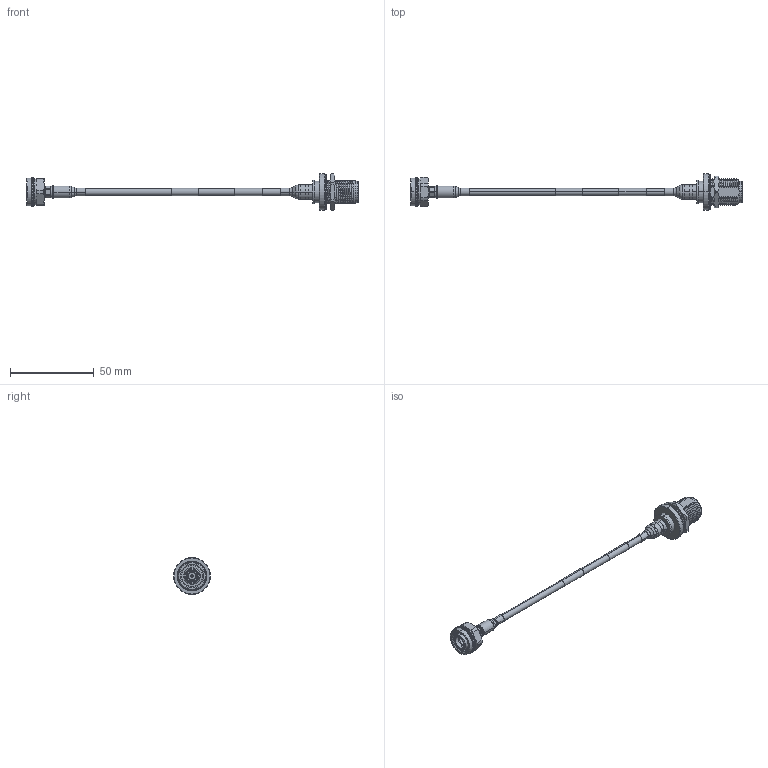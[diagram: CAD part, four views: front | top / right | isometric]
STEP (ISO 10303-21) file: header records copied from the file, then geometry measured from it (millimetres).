
FILE_DESCRIPTION (( 'STEP AP214' ), '1' );
FILE_NAME ('PE3C8392_3D.STEP', '2021-07-16T18:45:06', ( '' ), ( '' ), 'SwSTEP 2.0', 'SolidWorks 2020', '' );
FILE_SCHEMA (( 'AUTOMOTIVE_DESIGN' ));
Length unit declared in the file: inch
Products named in the file (6): TFT-402-MA1; TC-402-NF-BH-LP-PE; TFT-402-MA1_1.5; PE3C8392_3D; TC-402-225M-LP-PE; TFT-402_LABEL+PE PIM
Assembly tree (5 placements, depth 2):
  PE3C8392_3D
    TFT-402_LABEL+PE PIM
    TC-402-225M-LP-PE
    TFT-402-MA1
    TFT-402-MA1_1.5
    TC-402-NF-BH-LP-PE
Bounding box: 198.3 x 22 x 22 mm (x, y, z)
Volume: 9460.5 mm3; surface area: 10484.7 mm2
Topology: 9 solids, 9 shells, 1638 faces, 4020 edges, 2429 vertices
Faces by surface type: bspline 823, cylinder 381, plane 294, cone 103, torus 37
Entity records: 104740 total; most frequent: CARTESIAN_POINT 75942, ORIENTED_EDGE 8036, EDGE_CURVE 4018, DIRECTION 3647, VERTEX_POINT 2429, EDGE_LOOP 1681, ADVANCED_FACE 1638, FACE_OUTER_BOUND 1638
